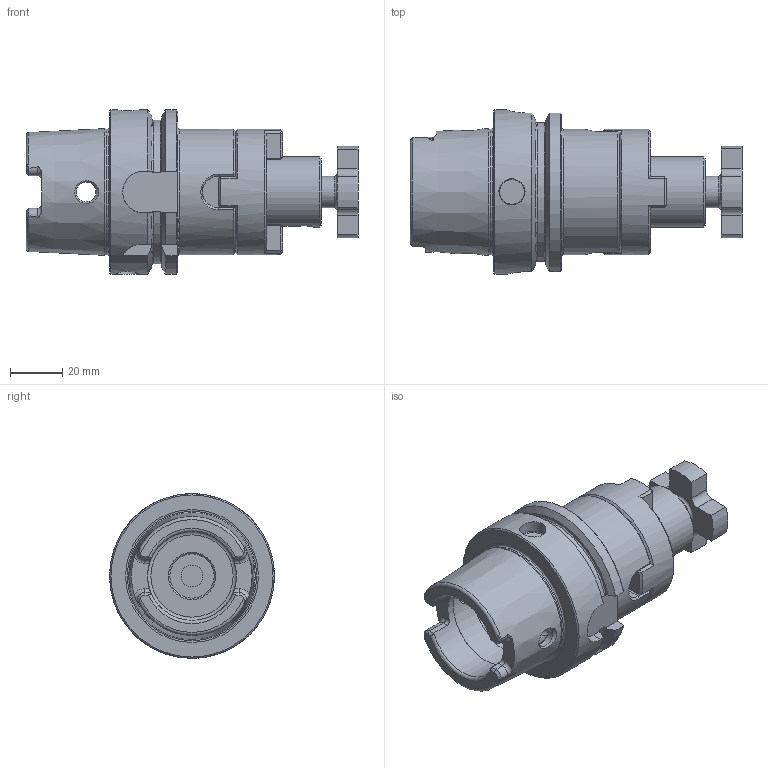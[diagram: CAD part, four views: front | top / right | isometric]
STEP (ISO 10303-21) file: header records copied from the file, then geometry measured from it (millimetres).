
FILE_DESCRIPTION( ( 'Unknown' ), '1' );
FILE_NAME( '256342740-B.stp', 'Unknown', ( 'Unknown' ), ( 'Unknown' ), 'PSStep 15.0.49', 'Unknown', ' ' );
FILE_SCHEMA( ( 'AUTOMOTIVE_DESIGN { 1 0 10303 214 1 1 1 1 }' ) );
Length unit declared in the file: millimetre
Products named in the file (3): 1; 2; 3
Bounding box: 127 x 63 x 63 mm (x, y, z)
Volume: 157551 mm3; surface area: 39970.9 mm2
Topology: 3 solids, 3 shells, 262 faces, 664 edges, 410 vertices
Faces by surface type: plane 134, cylinder 52, cone 49, torus 23, bspline 4
Full cylindrical faces by diameter (mm): 7.5 x2, 8.4 x1, 8.5 x1, 10 x1, 10.106 x2, 12 x1, 13 x1, 16.917 x1, 20 x1, 26.4 x1, 27 x2, 34 x2, 40 x1, 48 x2, 48.129 x1, 63 x1
Entity records: 10764 total; most frequent: CARTESIAN_POINT 2886, ORIENTED_EDGE 1180, DIRECTION 1138, EDGE_CURVE 590, AXIS2_PLACEMENT_3D 440, VERTEX_POINT 388, EDGE_LOOP 321, FACE_OUTER_BOUND 293
